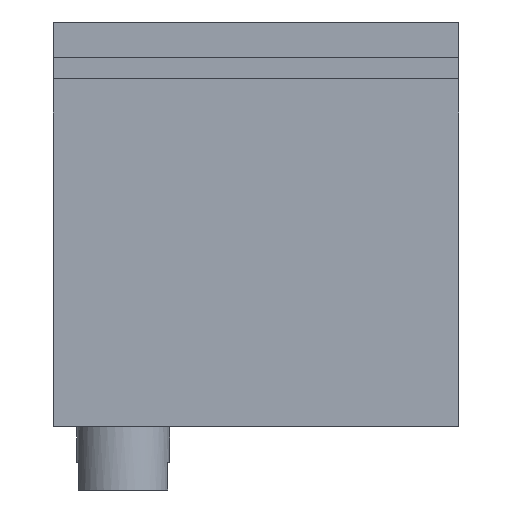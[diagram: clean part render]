
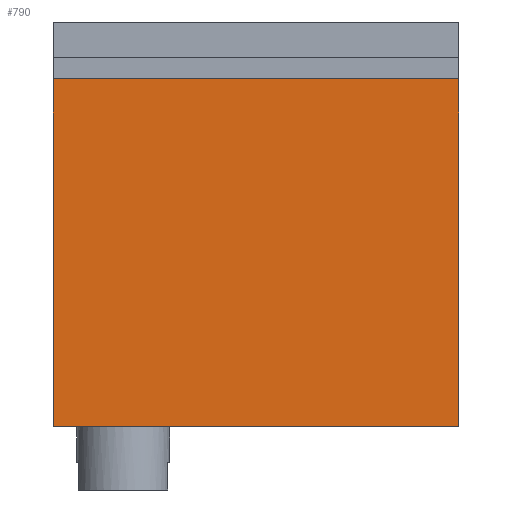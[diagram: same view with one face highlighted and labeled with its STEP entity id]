
A CAD part, front view. The second image highlights one B-rep face of the part: STEP entity #790.
In plain terms, the highlighted planar face has unit normal (0, -1, 0).
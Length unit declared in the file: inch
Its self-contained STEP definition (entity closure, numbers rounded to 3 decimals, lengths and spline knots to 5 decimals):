
#49=DIRECTION('',(1.,0.,0.));
#50=VECTOR('',#49,0.385);
#51=CARTESIAN_POINT('',(-0.1925,0.,0.144));
#52=LINE('',#51,#50);
#53=DIRECTION('',(0.,0.,-1.));
#54=VECTOR('',#53,0.33);
#55=CARTESIAN_POINT('',(0.1925,0.,0.144));
#56=LINE('',#55,#54);
#57=DIRECTION('',(-1.,0.,0.));
#58=VECTOR('',#57,0.385);
#59=CARTESIAN_POINT('',(0.1925,0.,-0.186));
#60=LINE('',#59,#58);
#61=DIRECTION('',(0.,0.,1.));
#62=VECTOR('',#61,0.33);
#63=CARTESIAN_POINT('',(-0.1925,0.,-0.186));
#64=LINE('',#63,#62);
#537=CARTESIAN_POINT('',(0.1925,0.,-0.186));
#538=CARTESIAN_POINT('',(-0.1925,0.,-0.186));
#539=VERTEX_POINT('',#537);
#540=VERTEX_POINT('',#538);
#621=CARTESIAN_POINT('',(-0.1925,0.,0.144));
#622=CARTESIAN_POINT('',(0.1925,0.,0.144));
#623=VERTEX_POINT('',#621);
#624=VERTEX_POINT('',#622);
#777=CARTESIAN_POINT('',(0.,0.,0.));
#778=DIRECTION('',(0.,1.,0.));
#779=DIRECTION('',(1.,0.,0.));
#780=AXIS2_PLACEMENT_3D('',#777,#778,#779);
#781=PLANE('',#780);
#782=ORIENTED_EDGE('',*,*,#767,.T.);
#783=ORIENTED_EDGE('',*,*,#757,.T.);
#785=ORIENTED_EDGE('',*,*,#784,.T.);
#787=ORIENTED_EDGE('',*,*,#786,.T.);
#788=EDGE_LOOP('',(#782,#783,#785,#787));
#789=FACE_OUTER_BOUND('',#788,.F.);
#790=ADVANCED_FACE('',(#789),#781,.F.);
#757=EDGE_CURVE('',#624,#539,#56,.T.);
#767=EDGE_CURVE('',#623,#624,#52,.T.);
#784=EDGE_CURVE('',#539,#540,#60,.T.);
#786=EDGE_CURVE('',#540,#623,#64,.T.);
